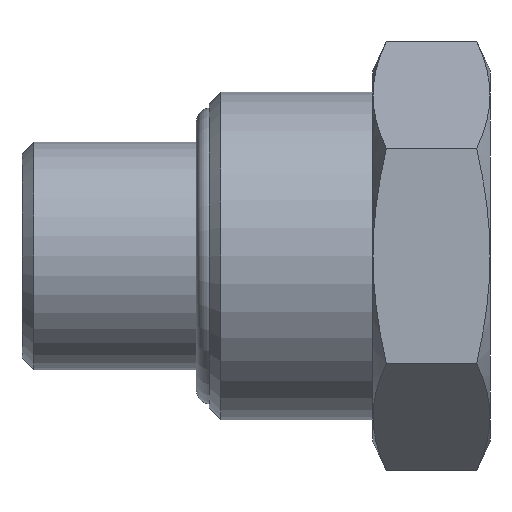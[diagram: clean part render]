
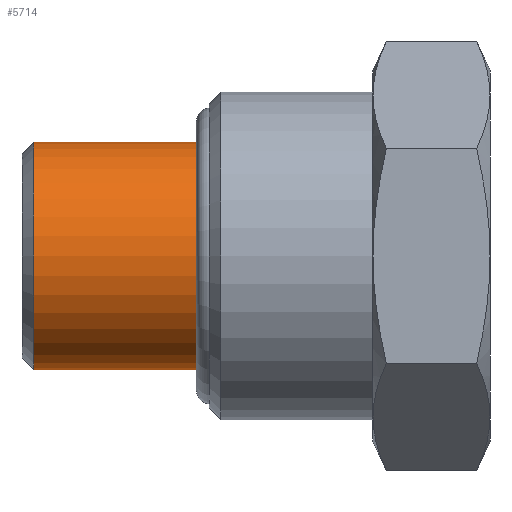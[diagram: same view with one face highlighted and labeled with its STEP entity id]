
A CAD part, front view. The second image highlights one B-rep face of the part: STEP entity #5714.
In plain terms, the highlighted cylindrical face has radius 4.864 mm (diameter 9.728 mm), a full revolution.
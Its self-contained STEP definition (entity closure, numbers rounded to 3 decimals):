
#320=CIRCLE('',#6028,4.864);
#334=CIRCLE('',#6066,4.864);
#335=CIRCLE('',#6067,4.864);
#404=CYLINDRICAL_SURFACE('',#6069,4.864);
#749=FACE_OUTER_BOUND('',#1104,.T.);
#1104=EDGE_LOOP('',(#5244,#5245,#5246,#5247,#5248));
#1485=LINE('',#13342,#1864);
#1864=VECTOR('',#7113,4.864);
#2684=VERTEX_POINT('',#13191);
#2710=VERTEX_POINT('',#13334);
#2711=VERTEX_POINT('',#13335);
#3509=EDGE_CURVE('',#2684,#2684,#320,.T.);
#3554=EDGE_CURVE('',#2710,#2711,#334,.T.);
#3555=EDGE_CURVE('',#2711,#2710,#335,.T.);
#3558=EDGE_CURVE('',#2684,#2711,#1485,.T.);
#5244=ORIENTED_EDGE('',*,*,#3509,.F.);
#5245=ORIENTED_EDGE('',*,*,#3558,.T.);
#5246=ORIENTED_EDGE('',*,*,#3554,.F.);
#5247=ORIENTED_EDGE('',*,*,#3555,.F.);
#5248=ORIENTED_EDGE('',*,*,#3558,.F.);
#5714=ADVANCED_FACE('',(#749),#404,.T.);
#6028=AXIS2_PLACEMENT_3D('',#13192,#7021,#7022);
#6066=AXIS2_PLACEMENT_3D('',#13336,#7104,#7105);
#6067=AXIS2_PLACEMENT_3D('',#13337,#7106,#7107);
#6069=AXIS2_PLACEMENT_3D('',#13341,#7111,#7112);
#7021=DIRECTION('center_axis',(1.,0.,0.));
#7022=DIRECTION('ref_axis',(0.,1.,0.));
#7104=DIRECTION('center_axis',(-1.,0.,0.));
#7105=DIRECTION('ref_axis',(0.,-1.,0.));
#7106=DIRECTION('center_axis',(-1.,0.,0.));
#7107=DIRECTION('ref_axis',(0.,-1.,0.));
#7111=DIRECTION('center_axis',(1.,0.,0.));
#7112=DIRECTION('ref_axis',(0.,1.,0.));
#7113=DIRECTION('',(-1.,0.,0.));
#13191=CARTESIAN_POINT('',(8.,-4.864,0.));
#13192=CARTESIAN_POINT('Origin',(8.,0.,0.));
#13334=CARTESIAN_POINT('',(0.5,4.864,0.));
#13335=CARTESIAN_POINT('',(0.5,-4.864,0.));
#13336=CARTESIAN_POINT('Origin',(0.5,0.,0.));
#13337=CARTESIAN_POINT('Origin',(0.5,0.,0.));
#13341=CARTESIAN_POINT('Origin',(4.,0.,0.));
#13342=CARTESIAN_POINT('',(4.,-4.864,0.));
